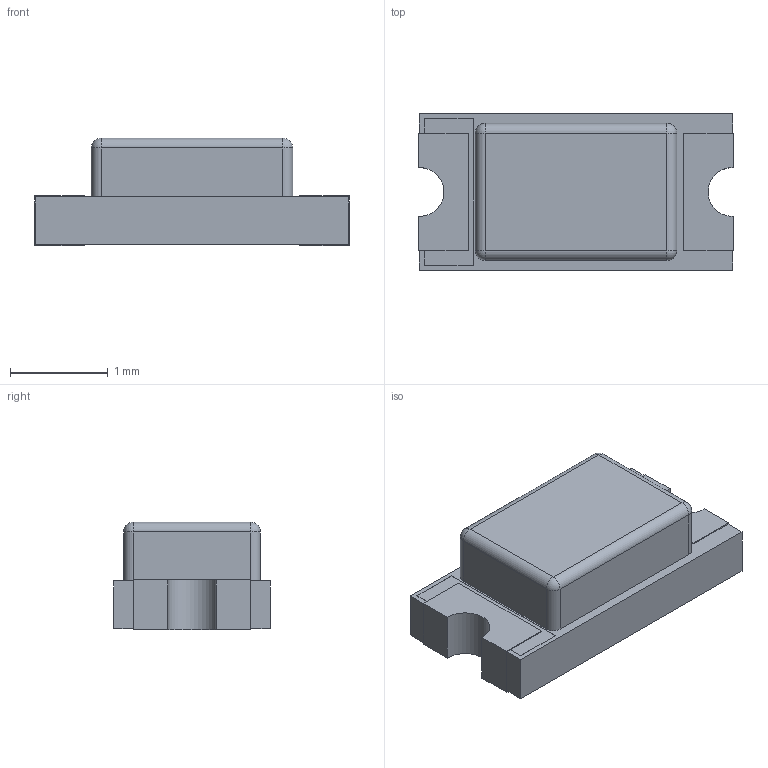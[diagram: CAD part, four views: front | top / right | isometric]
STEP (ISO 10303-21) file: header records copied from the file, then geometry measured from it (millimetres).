
FILE_DESCRIPTION (( 'STEP AP214' ), '1' );
FILE_NAME ('User Library-led_1206.STEP', '2015-01-01T11:22:07', ( 'Windows User' ), ( '' ), 'SwSTEP 2.0', 'SolidWorks 2015', '' );
FILE_SCHEMA (( 'AUTOMOTIVE_DESIGN' ));
Length unit declared in the file: millimetre
Products named in the file (1): User Library-led_1206
Bounding box: 3.22 x 1.6 x 1.1 mm (x, y, z)
Volume: 4.2 mm3; surface area: 18.8 mm2
Topology: 1 solids, 1 shells, 50 faces, 133 edges, 82 vertices
Faces by surface type: plane 35, cylinder 11, sphere 4
Entity records: 2083 total; most frequent: CARTESIAN_POINT 262, ORIENTED_EDGE 258, DIRECTION 253, EDGE_CURVE 129, VECTOR 107, LINE 107, VERTEX_POINT 82, AXIS2_PLACEMENT_3D 73
